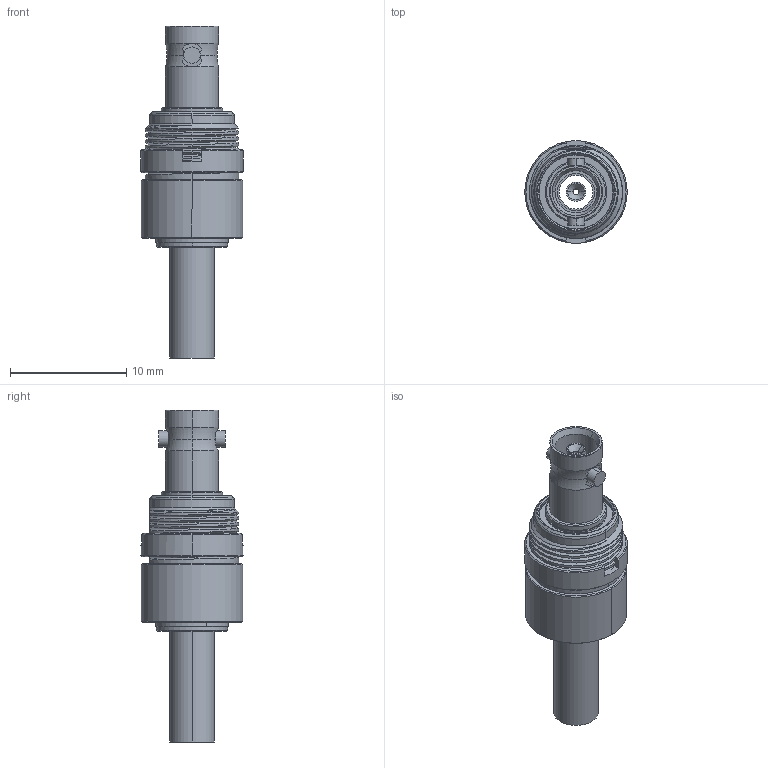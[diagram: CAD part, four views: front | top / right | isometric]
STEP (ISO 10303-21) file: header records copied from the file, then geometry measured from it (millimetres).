
FILE_DESCRIPTION (( 'STEP AP214' ), '1' );
FILE_NAME ('67-258-D126-AB.STEP', '2024-07-30T15:54:18', ( '' ), ( '' ), 'SwSTEP 2.0', 'SolidWorks 2023', '' );
FILE_SCHEMA (( 'AUTOMOTIVE_DESIGN' ));
Length unit declared in the file: millimetre
Products named in the file (1): 67-258-D126-AB
Bounding box: 8.8 x 8.8 x 28.5 mm (x, y, z)
Surface area: 1160.2 mm2 (no closed solid volume)
Topology: 0 solids, 10 shells, 157 faces, 433 edges, 283 vertices
Faces by surface type: cylinder 58, cone 43, plane 26, bspline 22, torus 8
Entity records: 10752 total; most frequent: CARTESIAN_POINT 7068, ORIENTED_EDGE 774, DIRECTION 724, EDGE_CURVE 433, AXIS2_PLACEMENT_3D 301, VERTEX_POINT 283, EDGE_LOOP 172, CIRCLE 165
